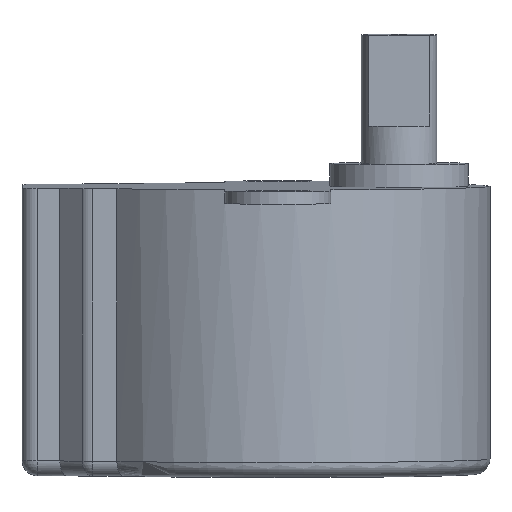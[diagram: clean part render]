
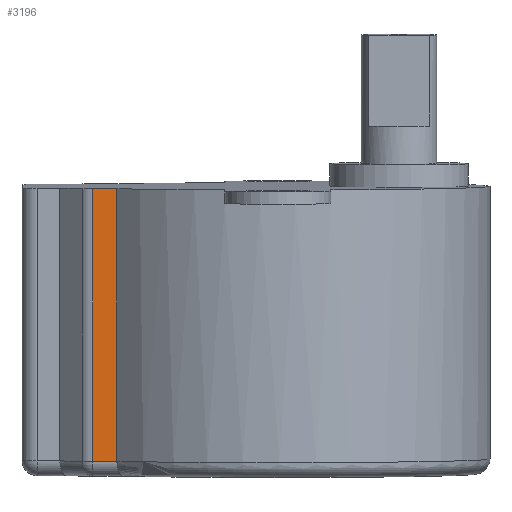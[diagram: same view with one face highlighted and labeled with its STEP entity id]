
A CAD part, front view. The second image highlights one B-rep face of the part: STEP entity #3196.
In plain terms, the highlighted face is planar.
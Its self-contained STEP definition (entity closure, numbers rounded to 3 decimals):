
#654 = PLANE('',#655);
#655 = AXIS2_PLACEMENT_3D('',#656,#657,#658);
#656 = CARTESIAN_POINT('',(8.118,0.,20.21));
#657 = DIRECTION('',(0.,1.,0.));
#658 = DIRECTION('',(0.,0.,1.));
#1433 = VERTEX_POINT('',#1434);
#1434 = CARTESIAN_POINT('',(9.118,0.,20.21));
#1449 = CYLINDRICAL_SURFACE('',#1450,1.);
#1450 = AXIS2_PLACEMENT_3D('',#1451,#1452,#1453);
#1451 = CARTESIAN_POINT('',(8.118,-19.,20.21));
#1452 = DIRECTION('',(0.,1.,0.));
#1453 = DIRECTION('',(0.,0.,1.));
#1483 = EDGE_CURVE('',#1433,#1484,#1486,.T.);
#1484 = VERTEX_POINT('',#1485);
#1485 = CARTESIAN_POINT('',(9.118,0.,18.624));
#1486 = SURFACE_CURVE('',#1487,(#1491,#1498),.PCURVE_S1.);
#1487 = LINE('',#1488,#1489);
#1488 = CARTESIAN_POINT('',(9.118,0.,20.21));
#1489 = VECTOR('',#1490,1.);
#1490 = DIRECTION('',(0.,0.,-1.));
#1491 = PCURVE('',#654,#1492);
#1492 = DEFINITIONAL_REPRESENTATION('',(#1493),#1497);
#1493 = LINE('',#1494,#1495);
#1494 = CARTESIAN_POINT('',(0.,1.));
#1495 = VECTOR('',#1496,1.);
#1496 = DIRECTION('',(-1.,0.));
#1497 = ( GEOMETRIC_REPRESENTATION_CONTEXT(2) 
PARAMETRIC_REPRESENTATION_CONTEXT() REPRESENTATION_CONTEXT('2D SPACE',''
  ) );
#1498 = PCURVE('',#1499,#1504);
#1499 = PLANE('',#1500);
#1500 = AXIS2_PLACEMENT_3D('',#1501,#1502,#1503);
#1501 = CARTESIAN_POINT('',(9.118,-19.,20.21));
#1502 = DIRECTION('',(1.,0.,0.));
#1503 = DIRECTION('',(0.,0.,-1.));
#1504 = DEFINITIONAL_REPRESENTATION('',(#1505),#1509);
#1505 = LINE('',#1506,#1507);
#1506 = CARTESIAN_POINT('',(0.,19.));
#1507 = VECTOR('',#1508,1.);
#1508 = DIRECTION('',(1.,0.));
#1509 = ( GEOMETRIC_REPRESENTATION_CONTEXT(2) 
PARAMETRIC_REPRESENTATION_CONTEXT() REPRESENTATION_CONTEXT('2D SPACE',''
  ) );
#1528 = CYLINDRICAL_SURFACE('',#1529,14.);
#1529 = AXIS2_PLACEMENT_3D('',#1530,#1531,#1532);
#1530 = CARTESIAN_POINT('',(0.,-19.,8.));
#1531 = DIRECTION('',(0.,1.,0.));
#1532 = DIRECTION('',(0.,0.,1.));
#2578 = CYLINDRICAL_SURFACE('',#2579,1.);
#2579 = AXIS2_PLACEMENT_3D('',#2580,#2581,#2582);
#2580 = CARTESIAN_POINT('',(8.118,-18.,20.21));
#2581 = DIRECTION('',(0.,0.,1.));
#2582 = DIRECTION('',(1.,0.,0.));
#3081 = VERTEX_POINT('',#3082);
#3082 = CARTESIAN_POINT('',(9.118,-18.,20.21));
#3153 = EDGE_CURVE('',#3081,#1433,#3154,.T.);
#3154 = SURFACE_CURVE('',#3155,(#3159,#3188),.PCURVE_S1.);
#3155 = LINE('',#3156,#3157);
#3156 = CARTESIAN_POINT('',(9.118,-19.,20.21));
#3157 = VECTOR('',#3158,1.);
#3158 = DIRECTION('',(0.,1.,0.));
#3159 = PCURVE('',#1449,#3160);
#3160 = DEFINITIONAL_REPRESENTATION('',(#3161),#3187);
#3161 = B_SPLINE_CURVE_WITH_KNOTS('',3,(#3162,#3163,#3164,#3165,#3166,
    #3167,#3168,#3169,#3170,#3171,#3172,#3173,#3174,#3175,#3176,#3177,
    #3178,#3179,#3180,#3181,#3182,#3183,#3184,#3185,#3186),
  .UNSPECIFIED.,.F.,.F.,(4,1,1,1,1,1,1,1,1,1,1,1,1,1,1,1,1,1,1,1,1,1,4),
  (1.,1.818,2.636,3.455,4.273,
    5.091,5.909,6.727,7.545,
    8.364,9.182,10.,10.818,11.636,
    12.455,13.273,14.091,14.909,
    15.727,16.545,17.364,18.182,19.)
  ,.QUASI_UNIFORM_KNOTS.);
#3162 = CARTESIAN_POINT('',(1.571,1.));
#3163 = CARTESIAN_POINT('',(1.571,1.273));
#3164 = CARTESIAN_POINT('',(1.571,1.818));
#3165 = CARTESIAN_POINT('',(1.571,2.636));
#3166 = CARTESIAN_POINT('',(1.571,3.455));
#3167 = CARTESIAN_POINT('',(1.571,4.273));
#3168 = CARTESIAN_POINT('',(1.571,5.091));
#3169 = CARTESIAN_POINT('',(1.571,5.909));
#3170 = CARTESIAN_POINT('',(1.571,6.727));
#3171 = CARTESIAN_POINT('',(1.571,7.545));
#3172 = CARTESIAN_POINT('',(1.571,8.364));
#3173 = CARTESIAN_POINT('',(1.571,9.182));
#3174 = CARTESIAN_POINT('',(1.571,10.));
#3175 = CARTESIAN_POINT('',(1.571,10.818));
#3176 = CARTESIAN_POINT('',(1.571,11.636));
#3177 = CARTESIAN_POINT('',(1.571,12.455));
#3178 = CARTESIAN_POINT('',(1.571,13.273));
#3179 = CARTESIAN_POINT('',(1.571,14.091));
#3180 = CARTESIAN_POINT('',(1.571,14.909));
#3181 = CARTESIAN_POINT('',(1.571,15.727));
#3182 = CARTESIAN_POINT('',(1.571,16.545));
#3183 = CARTESIAN_POINT('',(1.571,17.364));
#3184 = CARTESIAN_POINT('',(1.571,18.182));
#3185 = CARTESIAN_POINT('',(1.571,18.727));
#3186 = CARTESIAN_POINT('',(1.571,19.));
#3187 = ( GEOMETRIC_REPRESENTATION_CONTEXT(2) 
PARAMETRIC_REPRESENTATION_CONTEXT() REPRESENTATION_CONTEXT('2D SPACE',''
  ) );
#3188 = PCURVE('',#1499,#3189);
#3189 = DEFINITIONAL_REPRESENTATION('',(#3190),#3194);
#3190 = LINE('',#3191,#3192);
#3191 = CARTESIAN_POINT('',(0.,0.));
#3192 = VECTOR('',#3193,1.);
#3193 = DIRECTION('',(0.,1.));
#3194 = ( GEOMETRIC_REPRESENTATION_CONTEXT(2) 
PARAMETRIC_REPRESENTATION_CONTEXT() REPRESENTATION_CONTEXT('2D SPACE',''
  ) );
#3196 = ADVANCED_FACE('',(#3197),#1499,.T.);
#3197 = FACE_BOUND('',#3198,.T.);
#3198 = EDGE_LOOP('',(#3199,#3200,#3245,#3288));
#3199 = ORIENTED_EDGE('',*,*,#3153,.F.);
#3200 = ORIENTED_EDGE('',*,*,#3201,.T.);
#3201 = EDGE_CURVE('',#3081,#3202,#3204,.T.);
#3202 = VERTEX_POINT('',#3203);
#3203 = CARTESIAN_POINT('',(9.118,-18.,18.624));
#3204 = SURFACE_CURVE('',#3205,(#3209,#3216),.PCURVE_S1.);
#3205 = LINE('',#3206,#3207);
#3206 = CARTESIAN_POINT('',(9.118,-18.,18.624));
#3207 = VECTOR('',#3208,1.);
#3208 = DIRECTION('',(0.,0.,-1.));
#3209 = PCURVE('',#1499,#3210);
#3210 = DEFINITIONAL_REPRESENTATION('',(#3211),#3215);
#3211 = LINE('',#3212,#3213);
#3212 = CARTESIAN_POINT('',(1.586,1.));
#3213 = VECTOR('',#3214,1.);
#3214 = DIRECTION('',(1.,0.));
#3215 = ( GEOMETRIC_REPRESENTATION_CONTEXT(2) 
PARAMETRIC_REPRESENTATION_CONTEXT() REPRESENTATION_CONTEXT('2D SPACE',''
  ) );
#3216 = PCURVE('',#2578,#3217);
#3217 = DEFINITIONAL_REPRESENTATION('',(#3218),#3244);
#3218 = B_SPLINE_CURVE_WITH_KNOTS('',3,(#3219,#3220,#3221,#3222,#3223,
    #3224,#3225,#3226,#3227,#3228,#3229,#3230,#3231,#3232,#3233,#3234,
    #3235,#3236,#3237,#3238,#3239,#3240,#3241,#3242,#3243),
  .UNSPECIFIED.,.F.,.F.,(4,1,1,1,1,1,1,1,1,1,1,1,1,1,1,1,1,1,1,1,1,1,4),
  (-1.586,-1.514,-1.442,-1.37,
    -1.297,-1.225,-1.153,-1.081,
    -1.009,-0.937,-0.865,-0.793,
    -0.721,-0.649,-0.577,-0.505,
    -0.432,-0.36,-0.288,-0.216,
    -0.144,-0.072,0.),
  .QUASI_UNIFORM_KNOTS.);
#3219 = CARTESIAN_POINT('',(6.283,0.));
#3220 = CARTESIAN_POINT('',(6.283,-0.024));
#3221 = CARTESIAN_POINT('',(6.283,-0.072));
#3222 = CARTESIAN_POINT('',(6.283,-0.144));
#3223 = CARTESIAN_POINT('',(6.283,-0.216));
#3224 = CARTESIAN_POINT('',(6.283,-0.288));
#3225 = CARTESIAN_POINT('',(6.283,-0.36));
#3226 = CARTESIAN_POINT('',(6.283,-0.432));
#3227 = CARTESIAN_POINT('',(6.283,-0.505));
#3228 = CARTESIAN_POINT('',(6.283,-0.577));
#3229 = CARTESIAN_POINT('',(6.283,-0.649));
#3230 = CARTESIAN_POINT('',(6.283,-0.721));
#3231 = CARTESIAN_POINT('',(6.283,-0.793));
#3232 = CARTESIAN_POINT('',(6.283,-0.865));
#3233 = CARTESIAN_POINT('',(6.283,-0.937));
#3234 = CARTESIAN_POINT('',(6.283,-1.009));
#3235 = CARTESIAN_POINT('',(6.283,-1.081));
#3236 = CARTESIAN_POINT('',(6.283,-1.153));
#3237 = CARTESIAN_POINT('',(6.283,-1.225));
#3238 = CARTESIAN_POINT('',(6.283,-1.297));
#3239 = CARTESIAN_POINT('',(6.283,-1.37));
#3240 = CARTESIAN_POINT('',(6.283,-1.442));
#3241 = CARTESIAN_POINT('',(6.283,-1.514));
#3242 = CARTESIAN_POINT('',(6.283,-1.562));
#3243 = CARTESIAN_POINT('',(6.283,-1.586));
#3244 = ( GEOMETRIC_REPRESENTATION_CONTEXT(2) 
PARAMETRIC_REPRESENTATION_CONTEXT() REPRESENTATION_CONTEXT('2D SPACE',''
  ) );
#3245 = ORIENTED_EDGE('',*,*,#3246,.T.);
#3246 = EDGE_CURVE('',#3202,#1484,#3247,.T.);
#3247 = SURFACE_CURVE('',#3248,(#3252,#3259),.PCURVE_S1.);
#3248 = LINE('',#3249,#3250);
#3249 = CARTESIAN_POINT('',(9.118,-19.,18.624));
#3250 = VECTOR('',#3251,1.);
#3251 = DIRECTION('',(0.,1.,0.));
#3252 = PCURVE('',#1499,#3253);
#3253 = DEFINITIONAL_REPRESENTATION('',(#3254),#3258);
#3254 = LINE('',#3255,#3256);
#3255 = CARTESIAN_POINT('',(1.586,0.));
#3256 = VECTOR('',#3257,1.);
#3257 = DIRECTION('',(0.,1.));
#3258 = ( GEOMETRIC_REPRESENTATION_CONTEXT(2) 
PARAMETRIC_REPRESENTATION_CONTEXT() REPRESENTATION_CONTEXT('2D SPACE',''
  ) );
#3259 = PCURVE('',#1528,#3260);
#3260 = DEFINITIONAL_REPRESENTATION('',(#3261),#3287);
#3261 = B_SPLINE_CURVE_WITH_KNOTS('',3,(#3262,#3263,#3264,#3265,#3266,
    #3267,#3268,#3269,#3270,#3271,#3272,#3273,#3274,#3275,#3276,#3277,
    #3278,#3279,#3280,#3281,#3282,#3283,#3284,#3285,#3286),
  .UNSPECIFIED.,.F.,.F.,(4,1,1,1,1,1,1,1,1,1,1,1,1,1,1,1,1,1,1,1,1,1,4),
  (1.,1.818,2.636,3.455,4.273,
    5.091,5.909,6.727,7.545,
    8.364,9.182,10.,10.818,11.636,
    12.455,13.273,14.091,14.909,
    15.727,16.545,17.364,18.182,19.)
  ,.QUASI_UNIFORM_KNOTS.);
#3262 = CARTESIAN_POINT('',(0.709,1.));
#3263 = CARTESIAN_POINT('',(0.709,1.273));
#3264 = CARTESIAN_POINT('',(0.709,1.818));
#3265 = CARTESIAN_POINT('',(0.709,2.636));
#3266 = CARTESIAN_POINT('',(0.709,3.455));
#3267 = CARTESIAN_POINT('',(0.709,4.273));
#3268 = CARTESIAN_POINT('',(0.709,5.091));
#3269 = CARTESIAN_POINT('',(0.709,5.909));
#3270 = CARTESIAN_POINT('',(0.709,6.727));
#3271 = CARTESIAN_POINT('',(0.709,7.545));
#3272 = CARTESIAN_POINT('',(0.709,8.364));
#3273 = CARTESIAN_POINT('',(0.709,9.182));
#3274 = CARTESIAN_POINT('',(0.709,10.));
#3275 = CARTESIAN_POINT('',(0.709,10.818));
#3276 = CARTESIAN_POINT('',(0.709,11.636));
#3277 = CARTESIAN_POINT('',(0.709,12.455));
#3278 = CARTESIAN_POINT('',(0.709,13.273));
#3279 = CARTESIAN_POINT('',(0.709,14.091));
#3280 = CARTESIAN_POINT('',(0.709,14.909));
#3281 = CARTESIAN_POINT('',(0.709,15.727));
#3282 = CARTESIAN_POINT('',(0.709,16.545));
#3283 = CARTESIAN_POINT('',(0.709,17.364));
#3284 = CARTESIAN_POINT('',(0.709,18.182));
#3285 = CARTESIAN_POINT('',(0.709,18.727));
#3286 = CARTESIAN_POINT('',(0.709,19.));
#3287 = ( GEOMETRIC_REPRESENTATION_CONTEXT(2) 
PARAMETRIC_REPRESENTATION_CONTEXT() REPRESENTATION_CONTEXT('2D SPACE',''
  ) );
#3288 = ORIENTED_EDGE('',*,*,#1483,.F.);
